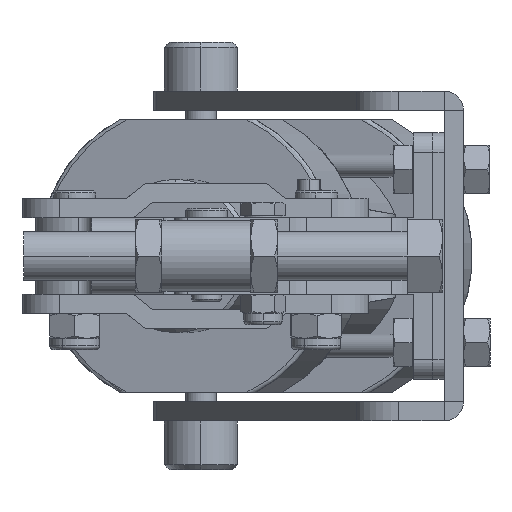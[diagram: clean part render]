
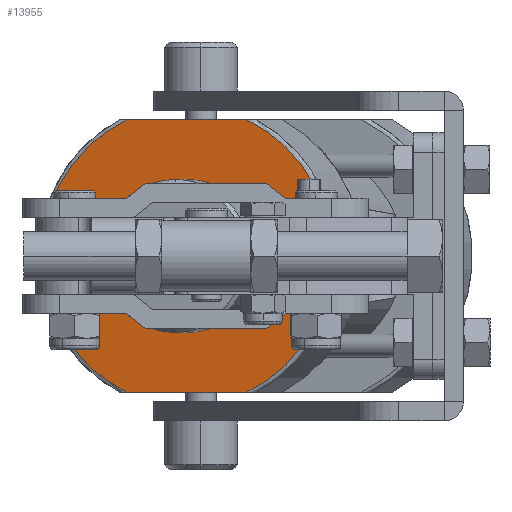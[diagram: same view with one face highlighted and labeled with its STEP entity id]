
A CAD part, left-side view. The second image highlights one B-rep face of the part: STEP entity #13955.
In plain terms, the highlighted planar face has unit normal (-0.97, 0.245, 0).
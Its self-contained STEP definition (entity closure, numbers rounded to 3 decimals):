
#397 = VERTEX_POINT ( 'NONE', #18701 ) ;
#508 = DIRECTION ( 'NONE',  ( 0., 0., -1. ) ) ;
#765 = CIRCLE ( 'NONE', #7596, 39. ) ;
#1109 = EDGE_CURVE ( 'NONE', #397, #12206, #765, .T. ) ;
#1111 = ORIENTED_EDGE ( 'NONE', *, *, #2027, .F. ) ;
#1202 = LINE ( 'NONE', #7327, #12360 ) ;
#1838 = FACE_OUTER_BOUND ( 'NONE', #17150, .T. ) ;
#2027 = EDGE_CURVE ( 'NONE', #4961, #11512, #16008, .T. ) ;
#2817 = LINE ( 'NONE', #2832, #7715 ) ;
#2832 = CARTESIAN_POINT ( 'NONE',  ( 76.962, 64.17, -40.5 ) ) ;
#2865 = VERTEX_POINT ( 'NONE', #10605 ) ;
#3041 = DIRECTION ( 'NONE',  ( -0.97, 0.245, 0. ) ) ;
#3206 = CARTESIAN_POINT ( 'NONE',  ( 76.962, 64.17, 15. ) ) ;
#4961 = VERTEX_POINT ( 'NONE', #22784 ) ;
#5859 = CIRCLE ( 'NONE', #12604, 39. ) ;
#5939 = AXIS2_PLACEMENT_3D ( 'NONE', #6721, #13058, #508 ) ;
#6721 = CARTESIAN_POINT ( 'NONE',  ( 76.962, 64.17, -5. ) ) ;
#6837 = CARTESIAN_POINT ( 'NONE',  ( 76.962, 64.17, -5. ) ) ;
#7194 = EDGE_LOOP ( 'NONE', ( #1111, #15023 ) ) ;
#7327 = CARTESIAN_POINT ( 'NONE',  ( 76.962, 64.17, 30.5 ) ) ;
#7596 = AXIS2_PLACEMENT_3D ( 'NONE', #25691, #24906, #10016 ) ;
#7715 = VECTOR ( 'NONE', #15344, 1000. ) ;
#8131 = VERTEX_POINT ( 'NONE', #10559 ) ;
#8359 = ORIENTED_EDGE ( 'NONE', *, *, #13552, .T. ) ;
#8964 = DIRECTION ( 'NONE',  ( 0., 0., -1. ) ) ;
#9662 = CARTESIAN_POINT ( 'NONE',  ( 76.962, 64.17, -5. ) ) ;
#10016 = DIRECTION ( 'NONE',  ( 0., 0., -1. ) ) ;
#10254 = AXIS2_PLACEMENT_3D ( 'NONE', #15552, #3041, #17654 ) ;
#10318 = CARTESIAN_POINT ( 'NONE',  ( 73.011, 48.513, 30.5 ) ) ;
#10559 = CARTESIAN_POINT ( 'NONE',  ( 80.913, 79.827, 30.5 ) ) ;
#10605 = CARTESIAN_POINT ( 'NONE',  ( 80.913, 79.827, -40.5 ) ) ;
#11512 = VERTEX_POINT ( 'NONE', #3206 ) ;
#11749 = DIRECTION ( 'NONE',  ( 0., 0., -1. ) ) ;
#12206 = VERTEX_POINT ( 'NONE', #10318 ) ;
#12360 = VECTOR ( 'NONE', #21943, 1000. ) ;
#12604 = AXIS2_PLACEMENT_3D ( 'NONE', #6837, #21469, #8964 ) ;
#13058 = DIRECTION ( 'NONE',  ( 0.97, -0.245, 0. ) ) ;
#13060 = EDGE_CURVE ( 'NONE', #12206, #8131, #1202, .T. ) ;
#13552 = EDGE_CURVE ( 'NONE', #2865, #397, #2817, .T. ) ;
#13955 = ADVANCED_FACE ( 'NONE', ( #1838, #17238 ), #25496, .F. ) ;
#15023 = ORIENTED_EDGE ( 'NONE', *, *, #17992, .F. ) ;
#15227 = ORIENTED_EDGE ( 'NONE', *, *, #13060, .T. ) ;
#15344 = DIRECTION ( 'NONE',  ( -0.245, -0.97, 0. ) ) ;
#15552 = CARTESIAN_POINT ( 'NONE',  ( 76.962, 64.17, -5. ) ) ;
#15890 = AXIS2_PLACEMENT_3D ( 'NONE', #9662, #24273, #11749 ) ;
#16008 = CIRCLE ( 'NONE', #15890, 20. ) ;
#17150 = EDGE_LOOP ( 'NONE', ( #8359, #23595, #15227, #25537 ) ) ;
#17238 = FACE_BOUND ( 'NONE', #7194, .T. ) ;
#17654 = DIRECTION ( 'NONE',  ( 0., 0., -1. ) ) ;
#17992 = EDGE_CURVE ( 'NONE', #11512, #4961, #22645, .T. ) ;
#18701 = CARTESIAN_POINT ( 'NONE',  ( 73.011, 48.513, -40.5 ) ) ;
#19373 = EDGE_CURVE ( 'NONE', #8131, #2865, #5859, .T. ) ;
#21469 = DIRECTION ( 'NONE',  ( -0.97, 0.245, 0. ) ) ;
#21943 = DIRECTION ( 'NONE',  ( 0.245, 0.97, 0. ) ) ;
#22645 = CIRCLE ( 'NONE', #10254, 20. ) ;
#22784 = CARTESIAN_POINT ( 'NONE',  ( 76.962, 64.17, -25. ) ) ;
#23595 = ORIENTED_EDGE ( 'NONE', *, *, #1109, .T. ) ;
#24273 = DIRECTION ( 'NONE',  ( -0.97, 0.245, 0. ) ) ;
#24906 = DIRECTION ( 'NONE',  ( -0.97, 0.245, 0. ) ) ;
#25496 = PLANE ( 'NONE',  #5939 ) ;
#25537 = ORIENTED_EDGE ( 'NONE', *, *, #19373, .T. ) ;
#25691 = CARTESIAN_POINT ( 'NONE',  ( 76.962, 64.17, -5. ) ) ;
